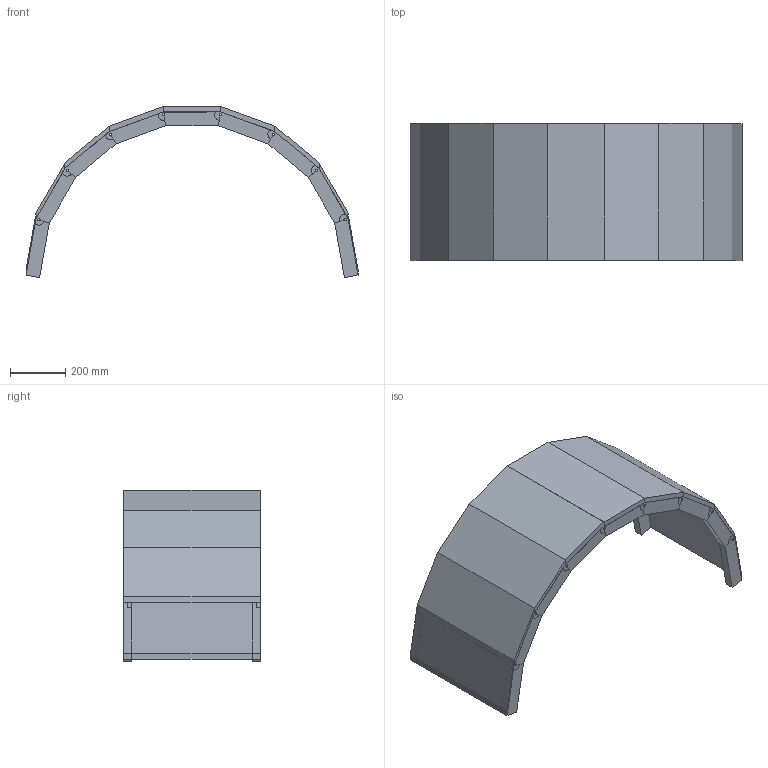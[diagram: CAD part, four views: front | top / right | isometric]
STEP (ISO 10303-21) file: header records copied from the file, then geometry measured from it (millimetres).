
FILE_DESCRIPTION(/* description */ (''),/* implementation_level */ '2;1');
FILE_NAME(/* name */ 'bridge_rhino',/* time_stamp */ '2025-02-04T10:14:48+01:00',/* author */ (''),/* organization */ (''),/* preprocessor_version */ 'ST-DEVELOPER v16.5',/* originating_system */ 'Rhino 7.32',/* authorisation */ '');
FILE_SCHEMA (('CONFIG_CONTROL_DESIGN','CONFIG_CONTROL_DESIGN'));
Length unit declared in the file: millimetre
Products named in the file (1): Document
Bounding box: 1201 x 495 x 619.61 mm (x, y, z)
Volume: 17281027.8 mm3; surface area: 2764449.2 mm2
Topology: 27 solids, 27 shells, 406 faces, 1024 edges, 656 vertices
Faces by surface type: plane 256, cylinder 148, bspline 2
Entity records: 11146 total; most frequent: CARTESIAN_POINT 4278, ORIENTED_EDGE 2048, EDGE_CURVE 1024, VERTEX_POINT 656, B_SPLINE_CURVE_WITH_KNOTS 468, EDGE_LOOP 454, DIRECTION 408, ADVANCED_FACE 406
